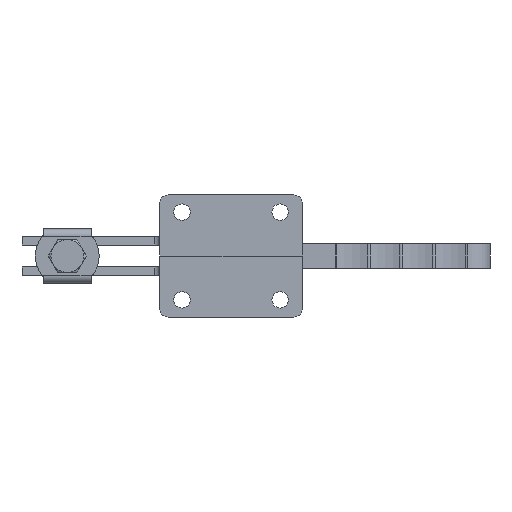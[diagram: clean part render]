
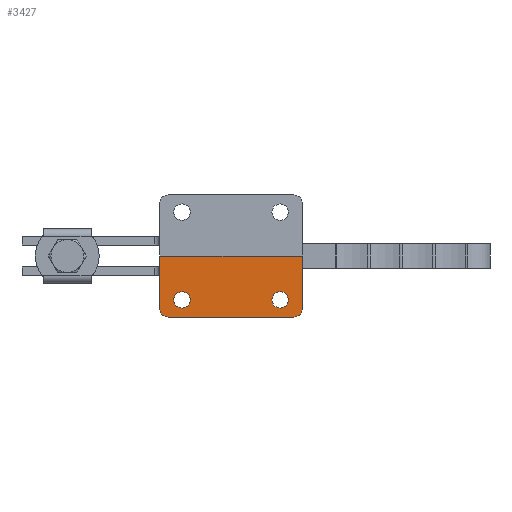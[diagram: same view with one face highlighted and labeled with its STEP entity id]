
A CAD part, front view. The second image highlights one B-rep face of the part: STEP entity #3427.
In plain terms, the highlighted planar face has unit normal (0, -1, 0).
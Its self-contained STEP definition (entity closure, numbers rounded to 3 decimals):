
#48 = ORIENTED_EDGE ( 'NONE', *, *, #2661, .F. ) ;
#64 = ORIENTED_EDGE ( 'NONE', *, *, #1777, .F. ) ;
#142 = DIRECTION ( 'NONE',  ( 0., 0., -1. ) ) ;
#152 = CARTESIAN_POINT ( 'NONE',  ( 0., 0.05, 0. ) ) ;
#385 = ORIENTED_EDGE ( 'NONE', *, *, #6961, .F. ) ;
#397 = CARTESIAN_POINT ( 'NONE',  ( 0., 0.05, 0. ) ) ;
#570 = EDGE_CURVE ( 'NONE', #3879, #2862, #2437, .T. ) ;
#751 = DIRECTION ( 'NONE',  ( 1., 0., 0. ) ) ;
#777 = CARTESIAN_POINT ( 'NONE',  ( -83., 0.05, -30.5 ) ) ;
#1062 = AXIS2_PLACEMENT_3D ( 'NONE', #9065, #4409, #9893 ) ;
#1098 = DIRECTION ( 'NONE',  ( 0., -1., 0. ) ) ;
#1145 = DIRECTION ( 'NONE',  ( 0., -1., 0. ) ) ;
#1200 = DIRECTION ( 'NONE',  ( 1., 0., 0. ) ) ;
#1525 = DIRECTION ( 'NONE',  ( 1., 0., 0. ) ) ;
#1559 = DIRECTION ( 'NONE',  ( 1., 0., 0. ) ) ;
#1566 = CIRCLE ( 'NONE', #5787, 5. ) ;
#1697 = CARTESIAN_POINT ( 'NONE',  ( -13., 0.05, -25.5 ) ) ;
#1745 = VERTEX_POINT ( 'NONE', #7169 ) ;
#1758 = CARTESIAN_POINT ( 'NONE',  ( -83., 0.05, 0. ) ) ;
#1777 = EDGE_CURVE ( 'NONE', #9826, #3626, #1566, .T. ) ;
#1854 = DIRECTION ( 'NONE',  ( 0., -1., 0. ) ) ;
#1959 = VERTEX_POINT ( 'NONE', #3096 ) ;
#2200 = ORIENTED_EDGE ( 'NONE', *, *, #5822, .F. ) ;
#2296 = CARTESIAN_POINT ( 'NONE',  ( -83., 0.05, 0. ) ) ;
#2437 = LINE ( 'NONE', #2296, #6507 ) ;
#2459 = VERTEX_POINT ( 'NONE', #2820 ) ;
#2547 = CARTESIAN_POINT ( 'NONE',  ( -65.25, 0.05, -25.5 ) ) ;
#2661 = EDGE_CURVE ( 'NONE', #5054, #3879, #5229, .T. ) ;
#2702 = EDGE_LOOP ( 'NONE', ( #6505, #8583 ) ) ;
#2750 = DIRECTION ( 'NONE',  ( 0., -1., 0. ) ) ;
#2820 = CARTESIAN_POINT ( 'NONE',  ( -8.25, 0.05, -25.5 ) ) ;
#2846 = EDGE_CURVE ( 'NONE', #1959, #3035, #3304, .T. ) ;
#2862 = VERTEX_POINT ( 'NONE', #397 ) ;
#3019 = CIRCLE ( 'NONE', #4636, 4.75 ) ;
#3035 = VERTEX_POINT ( 'NONE', #2547 ) ;
#3096 = CARTESIAN_POINT ( 'NONE',  ( -74.75, 0.05, -25.5 ) ) ;
#3176 = EDGE_LOOP ( 'NONE', ( #8004, #8753 ) ) ;
#3198 = CARTESIAN_POINT ( 'NONE',  ( -5., 0.05, -30.5 ) ) ;
#3304 = CIRCLE ( 'NONE', #8479, 4.75 ) ;
#3322 = DIRECTION ( 'NONE',  ( 1., 0., 0. ) ) ;
#3331 = CARTESIAN_POINT ( 'NONE',  ( -83., 0.05, -30.5 ) ) ;
#3427 = ADVANCED_FACE ( 'NONE', ( #4252, #6050, #8110 ), #4750, .T. ) ;
#3570 = DIRECTION ( 'NONE',  ( 0., 0., 1. ) ) ;
#3626 = VERTEX_POINT ( 'NONE', #5388 ) ;
#3879 = VERTEX_POINT ( 'NONE', #1758 ) ;
#3950 = LINE ( 'NONE', #7830, #5738 ) ;
#4252 = FACE_BOUND ( 'NONE', #3176, .T. ) ;
#4409 = DIRECTION ( 'NONE',  ( 0., -1., 0. ) ) ;
#4625 = CIRCLE ( 'NONE', #1062, 4.75 ) ;
#4636 = AXIS2_PLACEMENT_3D ( 'NONE', #1697, #2750, #3322 ) ;
#4750 = PLANE ( 'NONE',  #5828 ) ;
#4929 = ORIENTED_EDGE ( 'NONE', *, *, #570, .F. ) ;
#5054 = VERTEX_POINT ( 'NONE', #3331 ) ;
#5090 = EDGE_CURVE ( 'NONE', #2459, #9749, #3019, .T. ) ;
#5229 = LINE ( 'NONE', #777, #9158 ) ;
#5388 = CARTESIAN_POINT ( 'NONE',  ( -5., 0.05, -35.5 ) ) ;
#5495 = CARTESIAN_POINT ( 'NONE',  ( -13., 0.05, -25.5 ) ) ;
#5738 = VECTOR ( 'NONE', #7678, 1000. ) ;
#5787 = AXIS2_PLACEMENT_3D ( 'NONE', #3198, #7856, #7670 ) ;
#5789 = EDGE_CURVE ( 'NONE', #9749, #2459, #7488, .T. ) ;
#5822 = EDGE_CURVE ( 'NONE', #1745, #5054, #9354, .T. ) ;
#5828 = AXIS2_PLACEMENT_3D ( 'NONE', #5919, #1854, #1200 ) ;
#5919 = CARTESIAN_POINT ( 'NONE',  ( -5., 0.05, -30.5 ) ) ;
#6050 = FACE_BOUND ( 'NONE', #2702, .T. ) ;
#6261 = DIRECTION ( 'NONE',  ( 1., 0., 0. ) ) ;
#6505 = ORIENTED_EDGE ( 'NONE', *, *, #9345, .F. ) ;
#6507 = VECTOR ( 'NONE', #1525, 1000. ) ;
#6631 = CARTESIAN_POINT ( 'NONE',  ( -17.75, 0.05, -25.5 ) ) ;
#6801 = EDGE_CURVE ( 'NONE', #3626, #1745, #3950, .T. ) ;
#6961 = EDGE_CURVE ( 'NONE', #2862, #9826, #9322, .T. ) ;
#7130 = CARTESIAN_POINT ( 'NONE',  ( -78., 0.05, -30.5 ) ) ;
#7169 = CARTESIAN_POINT ( 'NONE',  ( -78., 0.05, -35.5 ) ) ;
#7210 = VECTOR ( 'NONE', #142, 1000. ) ;
#7488 = CIRCLE ( 'NONE', #8532, 4.75 ) ;
#7670 = DIRECTION ( 'NONE',  ( 1., 0., 0. ) ) ;
#7678 = DIRECTION ( 'NONE',  ( -1., 0., 0. ) ) ;
#7830 = CARTESIAN_POINT ( 'NONE',  ( -5., 0.05, -35.5 ) ) ;
#7856 = DIRECTION ( 'NONE',  ( 0., 1., 0. ) ) ;
#7930 = EDGE_LOOP ( 'NONE', ( #48, #2200, #8056, #64, #385, #4929 ) ) ;
#8004 = ORIENTED_EDGE ( 'NONE', *, *, #5090, .F. ) ;
#8011 = AXIS2_PLACEMENT_3D ( 'NONE', #7130, #9496, #751 ) ;
#8056 = ORIENTED_EDGE ( 'NONE', *, *, #6801, .F. ) ;
#8110 = FACE_OUTER_BOUND ( 'NONE', #7930, .T. ) ;
#8479 = AXIS2_PLACEMENT_3D ( 'NONE', #9128, #1098, #6261 ) ;
#8532 = AXIS2_PLACEMENT_3D ( 'NONE', #5495, #1145, #1559 ) ;
#8583 = ORIENTED_EDGE ( 'NONE', *, *, #2846, .F. ) ;
#8753 = ORIENTED_EDGE ( 'NONE', *, *, #5789, .F. ) ;
#9057 = CARTESIAN_POINT ( 'NONE',  ( 0., 0.05, -30.5 ) ) ;
#9065 = CARTESIAN_POINT ( 'NONE',  ( -70., 0.05, -25.5 ) ) ;
#9128 = CARTESIAN_POINT ( 'NONE',  ( -70., 0.05, -25.5 ) ) ;
#9158 = VECTOR ( 'NONE', #3570, 1000. ) ;
#9322 = LINE ( 'NONE', #152, #7210 ) ;
#9345 = EDGE_CURVE ( 'NONE', #3035, #1959, #4625, .T. ) ;
#9354 = CIRCLE ( 'NONE', #8011, 5. ) ;
#9496 = DIRECTION ( 'NONE',  ( 0., 1., 0. ) ) ;
#9749 = VERTEX_POINT ( 'NONE', #6631 ) ;
#9826 = VERTEX_POINT ( 'NONE', #9057 ) ;
#9893 = DIRECTION ( 'NONE',  ( 1., 0., 0. ) ) ;
